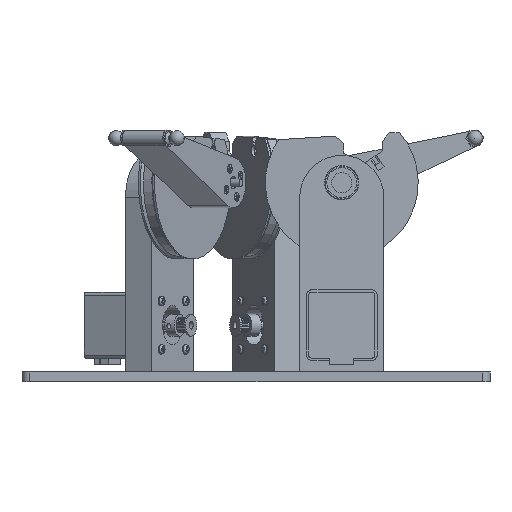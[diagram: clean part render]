
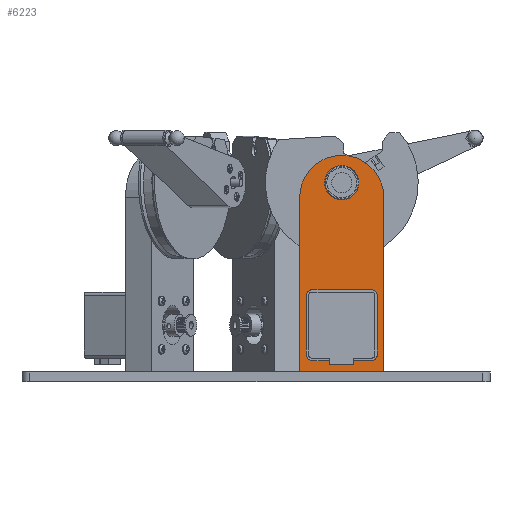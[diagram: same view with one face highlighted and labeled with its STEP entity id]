
A CAD part, left-side view. The second image highlights one B-rep face of the part: STEP entity #6223.
In plain terms, the highlighted face is planar.
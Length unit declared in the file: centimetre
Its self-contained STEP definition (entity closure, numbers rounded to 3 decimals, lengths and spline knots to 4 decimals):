
#1970=VECTOR('',#7271,1.);
#1973=VECTOR('',#7279,1.);
#1976=VECTOR('',#7287,1.);
#1979=VECTOR('',#7295,1.);
#1982=VECTOR('',#7313,1.);
#1984=VECTOR('',#7318,1.);
#1985=VECTOR('',#7319,1.);
#2253=LINE('',#8539,#1970);
#2256=LINE('',#8547,#1973);
#2259=LINE('',#8555,#1976);
#2262=LINE('',#8563,#1979);
#2265=LINE('',#8652,#1982);
#2267=LINE('',#8659,#1984);
#2268=LINE('',#8660,#1985);
#2528=PLANE('',#6589);
#2722=VERTEX_POINT('',#8534);
#2723=VERTEX_POINT('',#8536);
#2724=VERTEX_POINT('',#8540);
#2725=VERTEX_POINT('',#8544);
#2726=VERTEX_POINT('',#8548);
#2727=VERTEX_POINT('',#8552);
#2728=VERTEX_POINT('',#8556);
#2729=VERTEX_POINT('',#8560);
#2738=VERTEX_POINT('',#8651);
#2739=VERTEX_POINT('',#8653);
#2740=VERTEX_POINT('',#8657);
#2741=VERTEX_POINT('',#8658);
#2742=VERTEX_POINT('',#8662);
#3170=CIRCLE('',#6569,0.35);
#3171=CIRCLE('',#6572,0.35);
#3172=CIRCLE('',#6575,0.35);
#3173=CIRCLE('',#6578,0.35);
#3178=CIRCLE('',#6590,2.7);
#3179=CIRCLE('',#6591,1.1);
#3448=EDGE_CURVE('',#2723,#2722,#3170,.T.);
#3450=EDGE_CURVE('',#2724,#2723,#2253,.T.);
#3452=EDGE_CURVE('',#2725,#2724,#3171,.T.);
#3454=EDGE_CURVE('',#2726,#2725,#2256,.T.);
#3456=EDGE_CURVE('',#2727,#2726,#3172,.T.);
#3458=EDGE_CURVE('',#2728,#2727,#2259,.T.);
#3460=EDGE_CURVE('',#2729,#2728,#3173,.T.);
#3462=EDGE_CURVE('',#2722,#2729,#2262,.T.);
#3471=EDGE_CURVE('',#2738,#2739,#2265,.T.);
#3473=EDGE_CURVE('',#2740,#2741,#3178,.T.);
#3474=EDGE_CURVE('',#2739,#2740,#2267,.T.);
#3475=EDGE_CURVE('',#2741,#2738,#2268,.T.);
#3476=EDGE_CURVE('',#2742,#2742,#3179,.T.);
#4184=ORIENTED_EDGE('',*,*,#3448,.T.);
#4185=ORIENTED_EDGE('',*,*,#3462,.T.);
#4186=ORIENTED_EDGE('',*,*,#3460,.T.);
#4187=ORIENTED_EDGE('',*,*,#3458,.T.);
#4188=ORIENTED_EDGE('',*,*,#3456,.T.);
#4189=ORIENTED_EDGE('',*,*,#3454,.T.);
#4190=ORIENTED_EDGE('',*,*,#3452,.T.);
#4191=ORIENTED_EDGE('',*,*,#3450,.T.);
#4192=ORIENTED_EDGE('',*,*,#3473,.F.);
#4193=ORIENTED_EDGE('',*,*,#3474,.F.);
#4194=ORIENTED_EDGE('',*,*,#3471,.F.);
#4195=ORIENTED_EDGE('',*,*,#3475,.F.);
#4196=ORIENTED_EDGE('',*,*,#3476,.T.);
#5326=EDGE_LOOP('',(#4184,#4185,#4186,#4187,#4188,#4189,#4190,#4191));
#5327=EDGE_LOOP('',(#4192,#4193,#4194,#4195));
#5328=EDGE_LOOP('',(#4196));
#5825=FACE_BOUND('',#5326,.T.);
#5826=FACE_BOUND('',#5327,.T.);
#5827=FACE_BOUND('',#5328,.T.);
#6223=ADVANCED_FACE('',(#5825,#5826,#5827),#2528,.F.);
#6569=AXIS2_PLACEMENT_3D('',#8535,#7267,#7268);
#6572=AXIS2_PLACEMENT_3D('',#8543,#7275,#7276);
#6575=AXIS2_PLACEMENT_3D('',#8551,#7283,#7284);
#6578=AXIS2_PLACEMENT_3D('',#8559,#7291,#7292);
#6589=AXIS2_PLACEMENT_3D('',#8655,#7315,$);
#6590=AXIS2_PLACEMENT_3D('',#8656,#7316,#7317);
#6591=AXIS2_PLACEMENT_3D('',#8661,#7320,#7321);
#7267=DIRECTION('',(0.,0.,1.));
#7268=DIRECTION('',(-0.35,0.,0.));
#7271=DIRECTION('',(1.,0.,0.));
#7275=DIRECTION('',(0.,0.,1.));
#7276=DIRECTION('',(-0.35,0.,0.));
#7279=DIRECTION('',(0.,-1.,0.));
#7283=DIRECTION('',(0.,0.,1.));
#7284=DIRECTION('',(-0.35,0.,0.));
#7287=DIRECTION('',(-1.,0.,0.));
#7291=DIRECTION('',(0.,0.,1.));
#7292=DIRECTION('',(-0.35,0.,0.));
#7295=DIRECTION('',(0.,1.,0.));
#7313=DIRECTION('',(-1.,0.,0.));
#7315=DIRECTION('',(0.,0.,1.));
#7316=DIRECTION('',(0.,0.,1.));
#7317=DIRECTION('',(1.909,-1.909,0.));
#7318=DIRECTION('',(0.,-1.,0.));
#7319=DIRECTION('',(0.,1.,0.));
#7320=DIRECTION('',(0.,0.,1.));
#7321=DIRECTION('',(-1.1,0.,0.));
#8534=CARTESIAN_POINT('',(2.265,2.0275,-0.9525));
#8535=CARTESIAN_POINT('',(1.915,2.0275,-0.9525));
#8536=CARTESIAN_POINT('',(1.915,1.6775,-0.9525));
#8539=CARTESIAN_POINT('',(0.,1.6775,-0.9525));
#8540=CARTESIAN_POINT('',(-1.915,1.6775,-0.9525));
#8543=CARTESIAN_POINT('',(-1.915,2.0275,-0.9525));
#8544=CARTESIAN_POINT('',(-2.265,2.0275,-0.9525));
#8547=CARTESIAN_POINT('',(-2.265,1.9713,-0.9525));
#8548=CARTESIAN_POINT('',(-2.265,5.8575,-0.9525));
#8551=CARTESIAN_POINT('',(-1.915,5.8575,-0.9525));
#8552=CARTESIAN_POINT('',(-1.915,6.2075,-0.9525));
#8555=CARTESIAN_POINT('',(0.,6.2075,-0.9525));
#8556=CARTESIAN_POINT('',(1.915,6.2075,-0.9525));
#8559=CARTESIAN_POINT('',(1.915,5.8575,-0.9525));
#8560=CARTESIAN_POINT('',(2.265,5.8575,-0.9525));
#8563=CARTESIAN_POINT('',(2.265,1.9713,-0.9525));
#8651=CARTESIAN_POINT('',(2.7,6.9425,-0.9525));
#8652=CARTESIAN_POINT('',(2.7,6.9425,-0.9525));
#8653=CARTESIAN_POINT('',(-2.7,6.9425,-0.9525));
#8655=CARTESIAN_POINT('',(0.,0.,-0.9525));
#8656=CARTESIAN_POINT('',(0.,-4.2425,-0.9525));
#8657=CARTESIAN_POINT('',(-2.7,-4.2425,-0.9525));
#8658=CARTESIAN_POINT('',(2.7,-4.2425,-0.9525));
#8659=CARTESIAN_POINT('',(-2.7,6.9425,-0.9525));
#8660=CARTESIAN_POINT('',(2.7,-6.9425,-0.9525));
#8661=CARTESIAN_POINT('',(0.,-5.1925,-0.9525));
#8662=CARTESIAN_POINT('',(-1.1,-5.1925,-0.9525));
